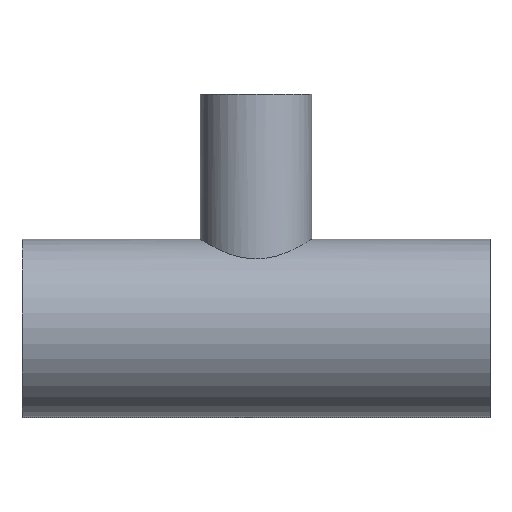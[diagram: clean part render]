
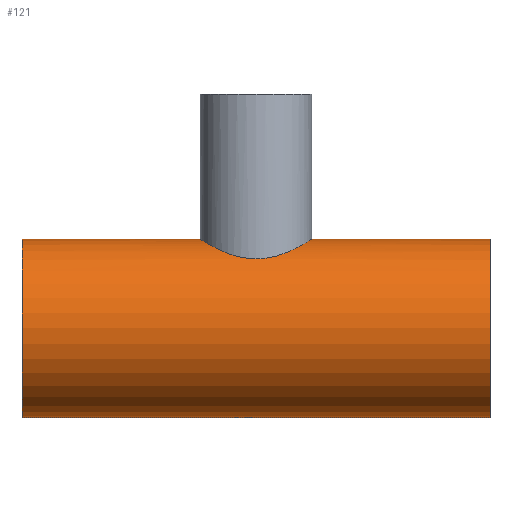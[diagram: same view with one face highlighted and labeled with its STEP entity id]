
A CAD part, front view. The second image highlights one B-rep face of the part: STEP entity #121.
In plain terms, the highlighted cylindrical face has radius 50.8 mm (diameter 101.6 mm), a full revolution.
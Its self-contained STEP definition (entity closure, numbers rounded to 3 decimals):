
#21=FACE_BOUND('',#39,.T.);
#28=FACE_OUTER_BOUND('',#38,.T.);
#38=EDGE_LOOP('',(#104,#105,#106,#107));
#39=EDGE_LOOP('',(#108,#109));
#46=CIRCLE('',#152,50.8);
#47=CIRCLE('',#154,50.8);
#51=LINE('',#350,#55);
#55=VECTOR('',#185,50.8);
#58=B_SPLINE_CURVE_WITH_KNOTS('',3,(#275,#276,#277,#278,#279,#280,#281,
#282,#283,#284,#285,#286,#287,#288,#289,#290,#291,#292),.UNSPECIFIED.,.F.,
 .F.,(4,2,2,2,2,2,2,2,4),(0.,0.621,1.243,1.864,
2.486,3.102,3.719,4.335,4.952),
 .UNSPECIFIED.);
#59=B_SPLINE_CURVE_WITH_KNOTS('',3,(#293,#294,#295,#296,#297,#298,#299,
#300,#301,#302,#303,#304,#305,#306,#307,#308,#309,#310,#311,#312,#313,#314,
#315,#316,#317,#318,#319,#320,#321,#322,#323,#324,#325,#326,#327,#328,#329,
#330,#331,#332,#333,#334,#335,#336,#337,#338,#339,#340,#341,#342),
 .UNSPECIFIED.,.F.,.F.,(4,2,2,2,2,2,2,2,2,2,2,2,2,2,2,2,2,2,2,2,2,2,2,2,
4),(4.952,5.568,6.185,6.801,
7.418,8.039,8.661,9.282,9.904,
10.525,11.147,11.768,12.389,13.006,
13.622,14.239,14.856,15.472,16.089,
16.705,17.322,17.943,18.565,19.186,
19.807),.UNSPECIFIED.);
#66=VERTEX_POINT('',#272);
#67=VERTEX_POINT('',#274);
#68=VERTEX_POINT('',#345);
#69=VERTEX_POINT('',#348);
#79=EDGE_CURVE('',#67,#66,#58,.T.);
#80=EDGE_CURVE('',#66,#67,#59,.T.);
#81=EDGE_CURVE('',#68,#68,#46,.T.);
#82=EDGE_CURVE('',#69,#69,#47,.T.);
#83=EDGE_CURVE('',#69,#68,#51,.T.);
#104=ORIENTED_EDGE('',*,*,#82,.F.);
#105=ORIENTED_EDGE('',*,*,#83,.T.);
#106=ORIENTED_EDGE('',*,*,#81,.F.);
#107=ORIENTED_EDGE('',*,*,#83,.F.);
#108=ORIENTED_EDGE('',*,*,#79,.T.);
#109=ORIENTED_EDGE('',*,*,#80,.T.);
#115=CYLINDRICAL_SURFACE('',#153,50.8);
#121=ADVANCED_FACE('',(#28,#21),#115,.T.);
#152=AXIS2_PLACEMENT_3D('',#346,#179,#180);
#153=AXIS2_PLACEMENT_3D('',#347,#181,#182);
#154=AXIS2_PLACEMENT_3D('',#349,#183,#184);
#179=DIRECTION('center_axis',(-1.,0.,0.));
#180=DIRECTION('ref_axis',(0.,1.,0.));
#181=DIRECTION('center_axis',(1.,0.,0.));
#182=DIRECTION('ref_axis',(0.,1.,0.));
#183=DIRECTION('center_axis',(1.,0.,0.));
#184=DIRECTION('ref_axis',(0.,1.,0.));
#185=DIRECTION('',(-1.,0.,0.));
#272=CARTESIAN_POINT('',(-31.75,0.,50.8));
#274=CARTESIAN_POINT('',(0.,-31.75,39.656));
#275=CARTESIAN_POINT('Ctrl Pts',(0.,-31.75,39.656));
#276=CARTESIAN_POINT('Ctrl Pts',(-2.071,-31.75,39.656));
#277=CARTESIAN_POINT('Ctrl Pts',(-4.183,-31.544,39.823));
#278=CARTESIAN_POINT('Ctrl Pts',(-8.334,-30.71,40.47));
#279=CARTESIAN_POINT('Ctrl Pts',(-10.374,-30.081,40.948));
#280=CARTESIAN_POINT('Ctrl Pts',(-14.256,-28.448,42.099));
#281=CARTESIAN_POINT('Ctrl Pts',(-16.101,-27.442,42.772));
#282=CARTESIAN_POINT('Ctrl Pts',(-19.507,-25.135,44.167));
#283=CARTESIAN_POINT('Ctrl Pts',(-21.067,-23.834,44.888));
#284=CARTESIAN_POINT('Ctrl Pts',(-23.823,-21.078,46.246));
#285=CARTESIAN_POINT('Ctrl Pts',(-25.122,-19.524,46.934));
#286=CARTESIAN_POINT('Ctrl Pts',(-27.433,-16.117,48.21));
#287=CARTESIAN_POINT('Ctrl Pts',(-28.444,-14.264,48.798));
#288=CARTESIAN_POINT('Ctrl Pts',(-30.084,-10.367,49.772));
#289=CARTESIAN_POINT('Ctrl Pts',(-30.714,-8.318,50.158));
#290=CARTESIAN_POINT('Ctrl Pts',(-31.547,-4.162,50.672));
#291=CARTESIAN_POINT('Ctrl Pts',(-31.75,-2.055,50.8));
#292=CARTESIAN_POINT('Ctrl Pts',(-31.75,0.,50.8));
#293=CARTESIAN_POINT('Ctrl Pts',(-31.75,0.,50.8));
#294=CARTESIAN_POINT('Ctrl Pts',(-31.75,2.055,50.8));
#295=CARTESIAN_POINT('Ctrl Pts',(-31.547,4.162,50.672));
#296=CARTESIAN_POINT('Ctrl Pts',(-30.714,8.318,50.158));
#297=CARTESIAN_POINT('Ctrl Pts',(-30.084,10.367,49.772));
#298=CARTESIAN_POINT('Ctrl Pts',(-28.444,14.264,48.798));
#299=CARTESIAN_POINT('Ctrl Pts',(-27.433,16.117,48.21));
#300=CARTESIAN_POINT('Ctrl Pts',(-25.122,19.524,46.934));
#301=CARTESIAN_POINT('Ctrl Pts',(-23.823,21.078,46.246));
#302=CARTESIAN_POINT('Ctrl Pts',(-21.067,23.834,44.888));
#303=CARTESIAN_POINT('Ctrl Pts',(-19.507,25.135,44.167));
#304=CARTESIAN_POINT('Ctrl Pts',(-16.101,27.442,42.772));
#305=CARTESIAN_POINT('Ctrl Pts',(-14.256,28.448,42.099));
#306=CARTESIAN_POINT('Ctrl Pts',(-10.374,30.081,40.948));
#307=CARTESIAN_POINT('Ctrl Pts',(-8.334,30.71,40.47));
#308=CARTESIAN_POINT('Ctrl Pts',(-4.183,31.544,39.823));
#309=CARTESIAN_POINT('Ctrl Pts',(-2.071,31.75,39.656));
#310=CARTESIAN_POINT('Ctrl Pts',(2.071,31.75,39.656));
#311=CARTESIAN_POINT('Ctrl Pts',(4.183,31.544,39.823));
#312=CARTESIAN_POINT('Ctrl Pts',(8.334,30.71,40.47));
#313=CARTESIAN_POINT('Ctrl Pts',(10.374,30.081,40.948));
#314=CARTESIAN_POINT('Ctrl Pts',(14.256,28.448,42.099));
#315=CARTESIAN_POINT('Ctrl Pts',(16.101,27.442,42.772));
#316=CARTESIAN_POINT('Ctrl Pts',(19.507,25.135,44.167));
#317=CARTESIAN_POINT('Ctrl Pts',(21.067,23.834,44.888));
#318=CARTESIAN_POINT('Ctrl Pts',(23.823,21.078,46.246));
#319=CARTESIAN_POINT('Ctrl Pts',(25.122,19.524,46.934));
#320=CARTESIAN_POINT('Ctrl Pts',(27.433,16.117,48.21));
#321=CARTESIAN_POINT('Ctrl Pts',(28.444,14.264,48.798));
#322=CARTESIAN_POINT('Ctrl Pts',(30.084,10.367,49.772));
#323=CARTESIAN_POINT('Ctrl Pts',(30.714,8.318,50.158));
#324=CARTESIAN_POINT('Ctrl Pts',(31.547,4.162,50.672));
#325=CARTESIAN_POINT('Ctrl Pts',(31.75,2.055,50.8));
#326=CARTESIAN_POINT('Ctrl Pts',(31.75,-2.055,50.8));
#327=CARTESIAN_POINT('Ctrl Pts',(31.547,-4.162,50.672));
#328=CARTESIAN_POINT('Ctrl Pts',(30.714,-8.318,50.158));
#329=CARTESIAN_POINT('Ctrl Pts',(30.084,-10.367,49.772));
#330=CARTESIAN_POINT('Ctrl Pts',(28.444,-14.264,48.798));
#331=CARTESIAN_POINT('Ctrl Pts',(27.433,-16.117,48.21));
#332=CARTESIAN_POINT('Ctrl Pts',(25.122,-19.524,46.934));
#333=CARTESIAN_POINT('Ctrl Pts',(23.823,-21.078,46.246));
#334=CARTESIAN_POINT('Ctrl Pts',(21.067,-23.834,44.888));
#335=CARTESIAN_POINT('Ctrl Pts',(19.507,-25.135,44.167));
#336=CARTESIAN_POINT('Ctrl Pts',(16.101,-27.442,42.772));
#337=CARTESIAN_POINT('Ctrl Pts',(14.256,-28.448,42.099));
#338=CARTESIAN_POINT('Ctrl Pts',(10.374,-30.081,40.948));
#339=CARTESIAN_POINT('Ctrl Pts',(8.334,-30.71,40.47));
#340=CARTESIAN_POINT('Ctrl Pts',(4.183,-31.544,39.823));
#341=CARTESIAN_POINT('Ctrl Pts',(2.071,-31.75,39.656));
#342=CARTESIAN_POINT('Ctrl Pts',(0.,-31.75,39.656));
#345=CARTESIAN_POINT('',(-133.4,-50.8,0.));
#346=CARTESIAN_POINT('Origin',(-133.4,0.,0.));
#347=CARTESIAN_POINT('Origin',(0.,0.,0.));
#348=CARTESIAN_POINT('',(133.4,-50.8,0.));
#349=CARTESIAN_POINT('Origin',(133.4,0.,0.));
#350=CARTESIAN_POINT('',(0.,-50.8,0.));
